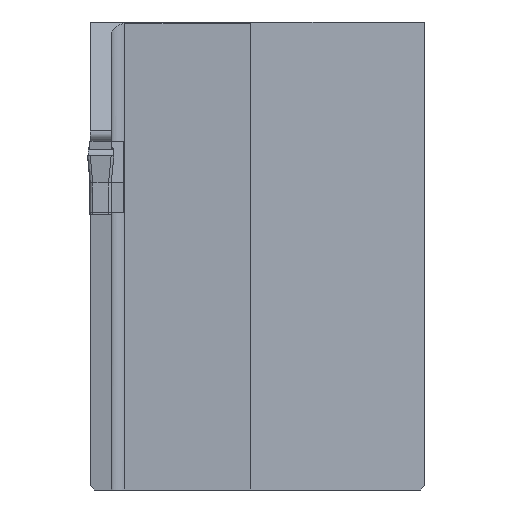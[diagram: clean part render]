
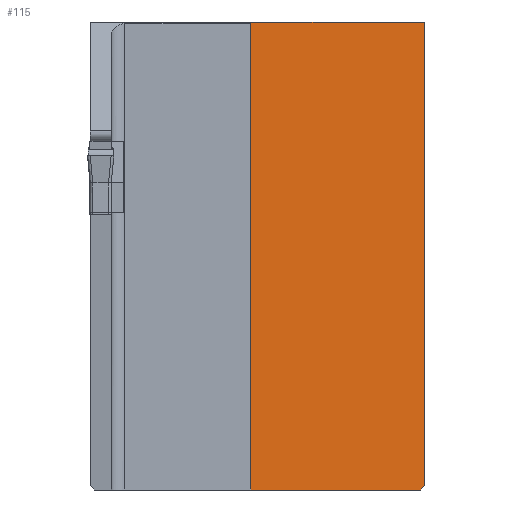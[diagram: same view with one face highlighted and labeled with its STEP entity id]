
A CAD part, left-side view. The second image highlights one B-rep face of the part: STEP entity #115.
In plain terms, the highlighted planar face has unit normal (-0.707, -0.707, 0).
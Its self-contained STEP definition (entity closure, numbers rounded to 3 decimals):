
#115=ADVANCED_FACE('',(#232),#179,.F.);
#179=PLANE('',#1270);
#232=FACE_OUTER_BOUND('',#297,.T.);
#297=EDGE_LOOP('',(#453,#454,#455,#456,#457,#458));
#453=ORIENTED_EDGE('',*,*,#834,.F.);
#454=ORIENTED_EDGE('',*,*,#836,.F.);
#455=ORIENTED_EDGE('',*,*,#830,.F.);
#456=ORIENTED_EDGE('',*,*,#797,.F.);
#457=ORIENTED_EDGE('',*,*,#792,.F.);
#458=ORIENTED_EDGE('',*,*,#865,.T.);
#682=VERTEX_POINT('',#1665);
#683=VERTEX_POINT('',#1667);
#687=VERTEX_POINT('',#1677);
#715=VERTEX_POINT('',#1742);
#716=VERTEX_POINT('',#1747);
#719=VERTEX_POINT('',#1752);
#792=EDGE_CURVE('',#682,#683,#963,.T.);
#797=EDGE_CURVE('',#683,#687,#967,.T.);
#830=EDGE_CURVE('',#687,#715,#997,.T.);
#834=EDGE_CURVE('',#719,#716,#1001,.T.);
#836=EDGE_CURVE('',#715,#719,#1003,.T.);
#865=EDGE_CURVE('',#682,#716,#1026,.T.);
#963=LINE('',#1666,#1100);
#967=LINE('',#1676,#1104);
#997=LINE('',#1744,#1134);
#1001=LINE('',#1753,#1138);
#1003=LINE('',#1756,#1140);
#1026=LINE('',#1811,#1163);
#1100=VECTOR('',#1335,1.);
#1104=VECTOR('',#1343,1.);
#1134=VECTOR('',#1391,1.);
#1138=VECTOR('',#1397,1.);
#1140=VECTOR('',#1401,1.);
#1163=VECTOR('',#1466,1.);
#1270=AXIS2_PLACEMENT_3D('',#1812,#1467,#1468);
#1335=DIRECTION('',(0.707,-0.707,0.));
#1343=DIRECTION('',(0.,0.,-1.));
#1391=DIRECTION('',(-0.577,0.577,-0.577));
#1397=DIRECTION('',(0.,0.,1.));
#1401=DIRECTION('',(-0.707,0.707,0.));
#1466=DIRECTION('',(-0.608,0.608,-0.51));
#1467=DIRECTION('',(0.707,0.707,0.));
#1468=DIRECTION('',(0.707,-0.707,0.));
#1665=CARTESIAN_POINT('',(16.157,-12.157,10.));
#1666=CARTESIAN_POINT('',(16.,-12.,10.));
#1667=CARTESIAN_POINT('',(29.,-25.,10.));
#1676=CARTESIAN_POINT('',(29.,-25.,-30.));
#1677=CARTESIAN_POINT('',(29.,-25.,-24.7));
#1742=CARTESIAN_POINT('',(28.7,-24.7,-25.));
#1744=CARTESIAN_POINT('',(18.567,-14.567,-35.133));
#1747=CARTESIAN_POINT('',(16.,-12.,9.869));
#1752=CARTESIAN_POINT('',(16.,-12.,-25.));
#1753=CARTESIAN_POINT('',(16.,-12.,-30.));
#1756=CARTESIAN_POINT('',(16.,-12.,-25.));
#1811=CARTESIAN_POINT('',(9.691,-5.691,4.575));
#1812=CARTESIAN_POINT('',(16.,-12.,-30.));
